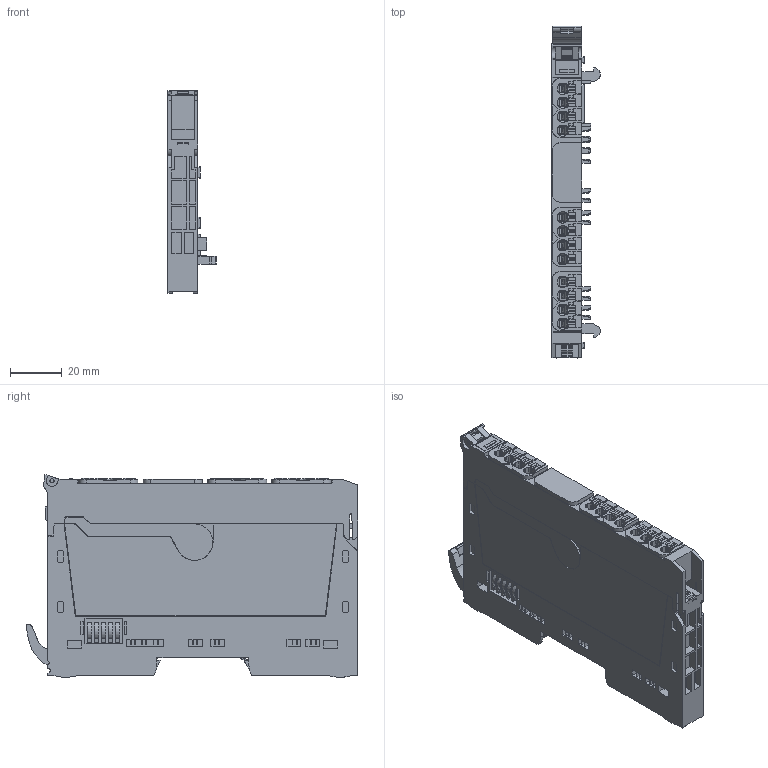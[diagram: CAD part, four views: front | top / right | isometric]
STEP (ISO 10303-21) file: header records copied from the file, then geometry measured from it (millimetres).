
FILE_DESCRIPTION(('CATIA V5 STEP Exchange','CAx-IF Rec.Pracs.--- Model Styling and Organization---1.5--- 2016-08-15','CAx-IF Rec.Pracs.---Supplemental Geometry---1.0---2011-11-01','CAx-IF Rec.Pracs.--- Composite Materials ---1.1---2010-07-15'),'2;1');
FILE_NAME ('D1658495_0', '2025-05-22T10:51:36+00:00', ('none'), ('Weidmueller'), 'CATIA Version 5-6 Release 2022 SP4 HF5', 'CATIA V5 STEP AP214 v3', 'none');
FILE_SCHEMA(('AUTOMOTIVE_DESIGN { 1 0 10303 214 1 1 1 1 }'));
Products named in the file (1): S3D_UR20_PK_PG-WT-WT-WT-WT_NC_PG-WT-WT-WT-WT_PG-WT-BL-RD-WT
Bounding box: 18.5 x 127.88 x 78.03 mm (x, y, z)
Volume: 97374.7 mm3; surface area: 29611.3 mm2
Topology: 1 solids, 1 shells, 1948 faces, 5567 edges, 3704 vertices
Faces by surface type: plane 1652, cylinder 288, extrusion 8
Entity records: 63377 total; most frequent: CARTESIAN_POINT 13133, ORIENTED_EDGE 11134, DIRECTION 8091, EDGE_CURVE 5567, VECTOR 4794, LINE 4786, VERTEX_POINT 3704, EDGE_LOOP 2047
